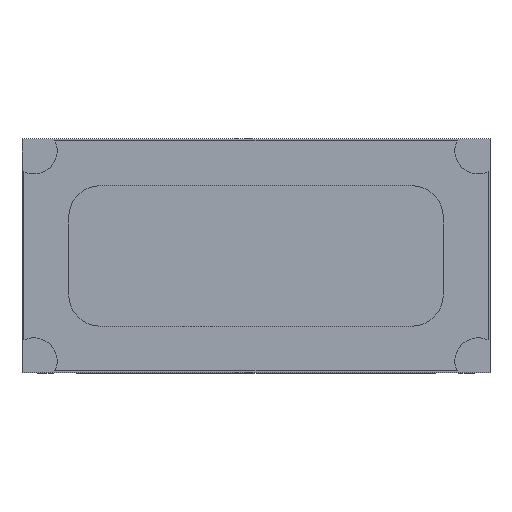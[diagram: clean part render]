
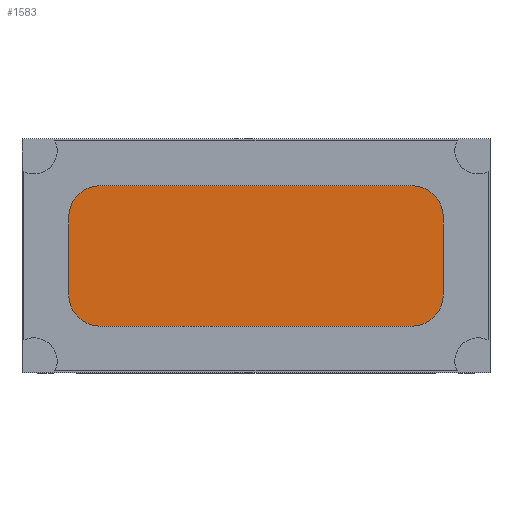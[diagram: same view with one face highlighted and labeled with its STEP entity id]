
A CAD part, top view. The second image highlights one B-rep face of the part: STEP entity #1583.
In plain terms, the highlighted planar face has unit normal (0, 0, 1).
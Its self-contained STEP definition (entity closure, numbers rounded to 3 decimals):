
#1465 = VERTEX_POINT('',#1466);
#1466 = CARTESIAN_POINT('',(4.8,1.,1.9));
#1472 = EDGE_CURVE('',#1473,#1465,#1475,.T.);
#1473 = VERTEX_POINT('',#1474);
#1474 = CARTESIAN_POINT('',(4.8,-1.,1.9));
#1475 = LINE('',#1476,#1477);
#1476 = CARTESIAN_POINT('',(4.8,-1.8,1.9));
#1477 = VECTOR('',#1478,1.);
#1478 = DIRECTION('',(0.,1.,0.));
#1496 = VERTEX_POINT('',#1497);
#1497 = CARTESIAN_POINT('',(-4.,1.8,1.9));
#1503 = EDGE_CURVE('',#1504,#1496,#1506,.T.);
#1504 = VERTEX_POINT('',#1505);
#1505 = CARTESIAN_POINT('',(4.,1.8,1.9));
#1506 = LINE('',#1507,#1508);
#1507 = CARTESIAN_POINT('',(4.8,1.8,1.9));
#1508 = VECTOR('',#1509,1.);
#1509 = DIRECTION('',(-1.,0.,0.));
#1525 = EDGE_CURVE('',#1526,#1528,#1530,.T.);
#1526 = VERTEX_POINT('',#1527);
#1527 = CARTESIAN_POINT('',(-4.8,1.,1.9));
#1528 = VERTEX_POINT('',#1529);
#1529 = CARTESIAN_POINT('',(-4.8,-1.,1.9));
#1530 = LINE('',#1531,#1532);
#1531 = CARTESIAN_POINT('',(-4.8,1.8,1.9));
#1532 = VECTOR('',#1533,1.);
#1533 = DIRECTION('',(0.,-1.,0.));
#1556 = EDGE_CURVE('',#1557,#1559,#1561,.T.);
#1557 = VERTEX_POINT('',#1558);
#1558 = CARTESIAN_POINT('',(-4.,-1.8,1.9));
#1559 = VERTEX_POINT('',#1560);
#1560 = CARTESIAN_POINT('',(4.,-1.8,1.9));
#1561 = LINE('',#1562,#1563);
#1562 = CARTESIAN_POINT('',(-4.8,-1.8,1.9));
#1563 = VECTOR('',#1564,1.);
#1564 = DIRECTION('',(1.,0.,0.));
#1583 = ADVANCED_FACE('',(#1584),#1618,.F.);
#1584 = FACE_BOUND('',#1585,.T.);
#1585 = EDGE_LOOP('',(#1586,#1587,#1594,#1595,#1602,#1603,#1610,#1611));
#1586 = ORIENTED_EDGE('',*,*,#1503,.T.);
#1587 = ORIENTED_EDGE('',*,*,#1588,.T.);
#1588 = EDGE_CURVE('',#1496,#1526,#1589,.T.);
#1589 = CIRCLE('',#1590,0.8);
#1590 = AXIS2_PLACEMENT_3D('',#1591,#1592,#1593);
#1591 = CARTESIAN_POINT('',(-4.,1.,1.9));
#1592 = DIRECTION('',(0.,0.,1.));
#1593 = DIRECTION('',(1.,0.,0.));
#1594 = ORIENTED_EDGE('',*,*,#1525,.T.);
#1595 = ORIENTED_EDGE('',*,*,#1596,.T.);
#1596 = EDGE_CURVE('',#1528,#1557,#1597,.T.);
#1597 = CIRCLE('',#1598,0.8);
#1598 = AXIS2_PLACEMENT_3D('',#1599,#1600,#1601);
#1599 = CARTESIAN_POINT('',(-4.,-1.,1.9));
#1600 = DIRECTION('',(0.,0.,1.));
#1601 = DIRECTION('',(1.,0.,0.));
#1602 = ORIENTED_EDGE('',*,*,#1556,.T.);
#1603 = ORIENTED_EDGE('',*,*,#1604,.T.);
#1604 = EDGE_CURVE('',#1559,#1473,#1605,.T.);
#1605 = CIRCLE('',#1606,0.8);
#1606 = AXIS2_PLACEMENT_3D('',#1607,#1608,#1609);
#1607 = CARTESIAN_POINT('',(4.,-1.,1.9));
#1608 = DIRECTION('',(0.,0.,1.));
#1609 = DIRECTION('',(1.,0.,0.));
#1610 = ORIENTED_EDGE('',*,*,#1472,.T.);
#1611 = ORIENTED_EDGE('',*,*,#1612,.T.);
#1612 = EDGE_CURVE('',#1465,#1504,#1613,.T.);
#1613 = CIRCLE('',#1614,0.8);
#1614 = AXIS2_PLACEMENT_3D('',#1615,#1616,#1617);
#1615 = CARTESIAN_POINT('',(4.,1.,1.9));
#1616 = DIRECTION('',(0.,0.,1.));
#1617 = DIRECTION('',(1.,0.,0.));
#1618 = PLANE('',#1619);
#1619 = AXIS2_PLACEMENT_3D('',#1620,#1621,#1622);
#1620 = CARTESIAN_POINT('',(4.8,-1.8,1.9));
#1621 = DIRECTION('',(0.,0.,-1.));
#1622 = DIRECTION('',(1.,0.,0.));
